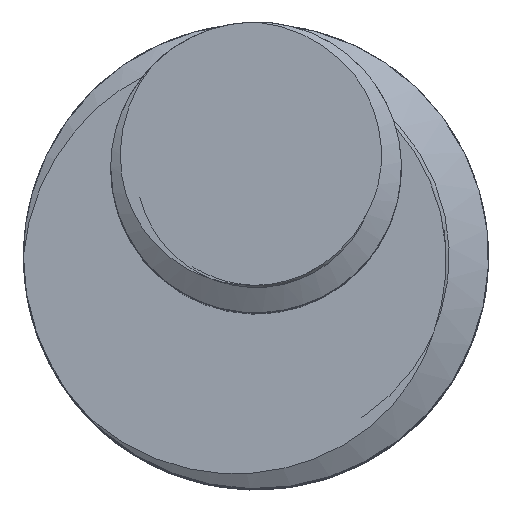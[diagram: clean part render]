
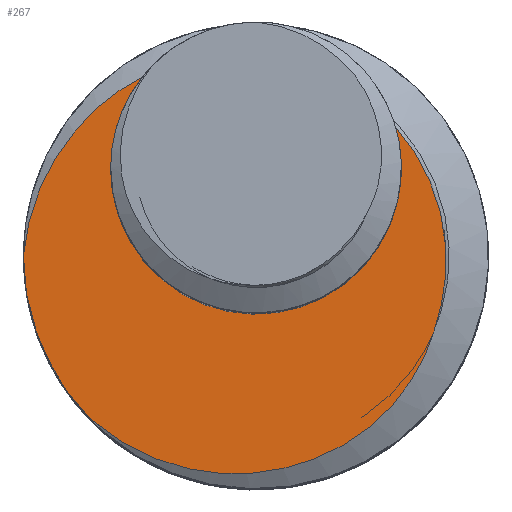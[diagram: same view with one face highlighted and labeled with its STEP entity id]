
A CAD part, top view. The second image highlights one B-rep face of the part: STEP entity #267.
In plain terms, the highlighted planar face has unit normal (0, 0, 1).
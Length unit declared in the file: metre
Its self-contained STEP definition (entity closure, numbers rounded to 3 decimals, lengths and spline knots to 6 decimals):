
#37=PLANE('',#301);
#42=CIRCLE('',#299,0.004);
#44=CIRCLE('',#302,0.0025);
#63=ORIENTED_EDGE('',*,*,#145,.F.);
#64=ORIENTED_EDGE('',*,*,#146,.F.);
#65=ORIENTED_EDGE('',*,*,#147,.F.);
#66=ORIENTED_EDGE('',*,*,#142,.T.);
#67=ORIENTED_EDGE('',*,*,#148,.F.);
#142=EDGE_CURVE('',#184,#183,#42,.T.);
#145=EDGE_CURVE('',#186,#187,#207,.T.);
#146=EDGE_CURVE('',#188,#186,#44,.T.);
#147=EDGE_CURVE('',#184,#188,#208,.T.);
#148=EDGE_CURVE('',#187,#183,#209,.F.);
#183=VERTEX_POINT('',#526);
#184=VERTEX_POINT('',#528);
#186=VERTEX_POINT('',#694);
#187=VERTEX_POINT('',#695);
#188=VERTEX_POINT('',#697);
#207=B_SPLINE_CURVE_WITH_KNOTS('',3,(#689,#690,#691,#692,#693),
 .UNSPECIFIED.,.F.,.F.,(4,1,4),(0.014051,0.015943,0.017836),
 .UNSPECIFIED.);
#208=B_SPLINE_CURVE_WITH_KNOTS('',3,(#698,#699,#700,#701),.UNSPECIFIED.,
 .F.,.F.,(4,4),(0.,0.003888),.UNSPECIFIED.);
#209=B_SPLINE_CURVE_WITH_KNOTS('',3,(#702,#703,#704,#705,#706,#707,#708),
 .UNSPECIFIED.,.F.,.F.,(4,1,1,1,4),(0.003987,0.005782,
0.007577,0.009373,0.011168),
 .UNSPECIFIED.);
#225=EDGE_LOOP('',(#63,#64,#65,#66,#67));
#245=FACE_BOUND('',#225,.T.);
#267=ADVANCED_FACE('',(#245),#37,.T.);
#299=AXIS2_PLACEMENT_3D('',#527,#318,#319);
#301=AXIS2_PLACEMENT_3D('',#688,#322,#323);
#302=AXIS2_PLACEMENT_3D('',#696,#324,#325);
#318=DIRECTION('',(0.,0.,1.));
#319=DIRECTION('',(1.,0.,0.));
#322=DIRECTION('',(0.,0.,1.));
#323=DIRECTION('',(1.,0.,0.));
#324=DIRECTION('',(0.,0.,1.));
#325=DIRECTION('',(1.,0.,0.));
#526=CARTESIAN_POINT('',(-0.002854,-0.002803,0.015));
#527=CARTESIAN_POINT('',(0.,0.,0.015));
#528=CARTESIAN_POINT('',(-0.004,0.,0.015));
#688=CARTESIAN_POINT('',(0.,0.,0.015));
#689=CARTESIAN_POINT('',(0.002392,0.002228,0.015));
#690=CARTESIAN_POINT('',(0.002812,0.001756,0.015));
#691=CARTESIAN_POINT('',(0.003385,0.00059,0.015));
#692=CARTESIAN_POINT('',(0.003268,-0.000696,0.015));
#693=CARTESIAN_POINT('',(0.003063,-0.001289,0.015));
#694=CARTESIAN_POINT('',(0.002392,0.002228,0.015));
#695=CARTESIAN_POINT('',(0.003063,-0.001289,0.015));
#696=CARTESIAN_POINT('',(0.,0.0015,0.015));
#697=CARTESIAN_POINT('',(-0.001918,0.003104,0.015));
#698=CARTESIAN_POINT('',(-0.004,0.,0.015));
#699=CARTESIAN_POINT('',(-0.003898,0.001311,0.015));
#700=CARTESIAN_POINT('',(-0.003089,0.002514,0.015));
#701=CARTESIAN_POINT('',(-0.001918,0.003104,0.015));
#702=CARTESIAN_POINT('',(-0.002854,-0.002803,0.015));
#703=CARTESIAN_POINT('',(-0.002397,-0.003193,0.015));
#704=CARTESIAN_POINT('',(-0.001302,-0.00378,0.015));
#705=CARTESIAN_POINT('',(0.000558,-0.003784,0.015));
#706=CARTESIAN_POINT('',(0.002216,-0.002927,0.015));
#707=CARTESIAN_POINT('',(0.002888,-0.001873,0.015));
#708=CARTESIAN_POINT('',(0.003063,-0.001289,0.015));
